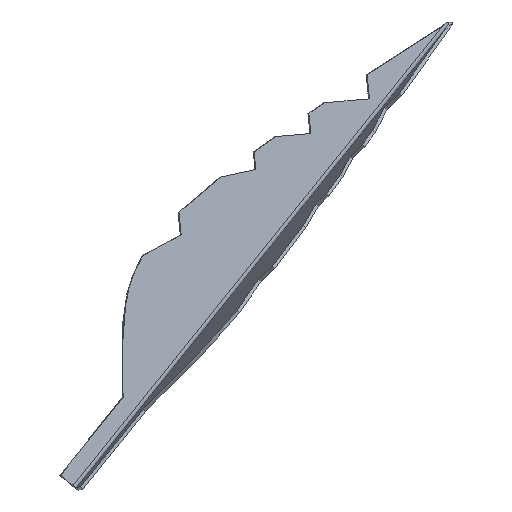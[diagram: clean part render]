
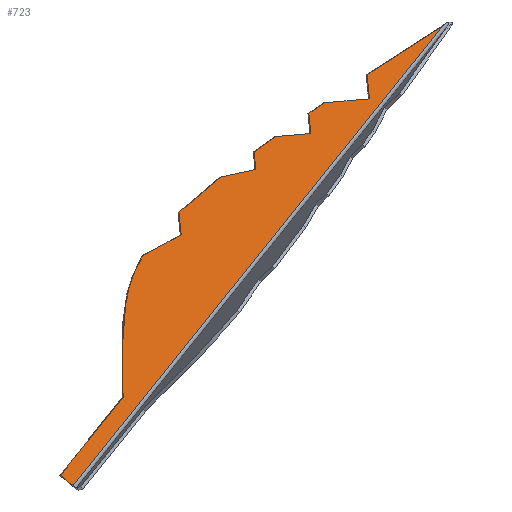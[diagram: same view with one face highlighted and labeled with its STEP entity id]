
A CAD part, isometric view. The second image highlights one B-rep face of the part: STEP entity #723.
In plain terms, the highlighted planar face has unit normal (-0.354, -0.707, 0.612).
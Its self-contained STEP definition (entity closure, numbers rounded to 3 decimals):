
#23=PLANE('',#777);
#54=(
BOUNDED_CURVE()
B_SPLINE_CURVE(5,(#1274,#1275,#1276,#1277,#1278,#1279),.UNSPECIFIED.,.F.,
 .F.)
B_SPLINE_CURVE_WITH_KNOTS((6,6),(-0.991,-0.916),
 .UNSPECIFIED.)
CURVE()
GEOMETRIC_REPRESENTATION_ITEM()
RATIONAL_B_SPLINE_CURVE((1.,1.,1.,1.,1.,1.))
REPRESENTATION_ITEM('')
);
#55=(
BOUNDED_CURVE()
B_SPLINE_CURVE(5,(#1285,#1286,#1287,#1288,#1289,#1290),.UNSPECIFIED.,.F.,
 .F.)
B_SPLINE_CURVE_WITH_KNOTS((6,6),(-0.867,-0.847),
 .UNSPECIFIED.)
CURVE()
GEOMETRIC_REPRESENTATION_ITEM()
RATIONAL_B_SPLINE_CURVE((1.,1.,1.,1.,1.,1.))
REPRESENTATION_ITEM('')
);
#56=(
BOUNDED_CURVE()
B_SPLINE_CURVE(5,(#1296,#1297,#1298,#1299,#1300,#1301),.UNSPECIFIED.,.F.,
 .F.)
B_SPLINE_CURVE_WITH_KNOTS((6,6),(-0.8,-0.766),
 .UNSPECIFIED.)
CURVE()
GEOMETRIC_REPRESENTATION_ITEM()
RATIONAL_B_SPLINE_CURVE((1.,1.,1.,1.,1.,1.))
REPRESENTATION_ITEM('')
);
#57=(
BOUNDED_CURVE()
B_SPLINE_CURVE(5,(#1307,#1308,#1309,#1310,#1311,#1312,#1313),
 .UNSPECIFIED.,.F.,.F.)
B_SPLINE_CURVE_WITH_KNOTS((6,1,6),(-0.703,-0.6,-0.599),
 .UNSPECIFIED.)
CURVE()
GEOMETRIC_REPRESENTATION_ITEM()
RATIONAL_B_SPLINE_CURVE((1.,1.,1.,1.,1.,1.,1.))
REPRESENTATION_ITEM('')
);
#58=(
BOUNDED_CURVE()
B_SPLINE_CURVE(5,(#1319,#1320,#1321,#1322,#1323,#1324,#1325,#1326),
 .UNSPECIFIED.,.F.,.F.)
B_SPLINE_CURVE_WITH_KNOTS((6,1,1,6),(-0.443,-0.4,-0.2,0.),
 .UNSPECIFIED.)
CURVE()
GEOMETRIC_REPRESENTATION_ITEM()
RATIONAL_B_SPLINE_CURVE((1.,1.,1.,1.,1.,1.,1.,1.))
REPRESENTATION_ITEM('')
);
#102=LINE('',#1267,#176);
#105=LINE('',#1272,#179);
#106=LINE('',#1281,#180);
#107=LINE('',#1283,#181);
#108=LINE('',#1292,#182);
#109=LINE('',#1294,#183);
#110=LINE('',#1303,#184);
#111=LINE('',#1305,#185);
#112=LINE('',#1315,#186);
#113=LINE('',#1317,#187);
#114=LINE('',#1327,#188);
#176=VECTOR('',#844,10.);
#179=VECTOR('',#849,10.);
#180=VECTOR('',#850,10.);
#181=VECTOR('',#851,10.);
#182=VECTOR('',#852,10.);
#183=VECTOR('',#853,10.);
#184=VECTOR('',#854,10.);
#185=VECTOR('',#855,10.);
#186=VECTOR('',#856,10.);
#187=VECTOR('',#857,10.);
#188=VECTOR('',#858,10.);
#234=FACE_OUTER_BOUND('',#274,.T.);
#274=EDGE_LOOP('',(#556,#557,#558,#559,#560,#561,#562,#563,#564,#565,#566,
#567,#568,#569,#570,#571));
#324=VERTEX_POINT('',#1097);
#333=VERTEX_POINT('',#1159);
#360=VERTEX_POINT('',#1266);
#362=VERTEX_POINT('',#1273);
#363=VERTEX_POINT('',#1280);
#364=VERTEX_POINT('',#1282);
#365=VERTEX_POINT('',#1284);
#366=VERTEX_POINT('',#1291);
#367=VERTEX_POINT('',#1293);
#368=VERTEX_POINT('',#1295);
#369=VERTEX_POINT('',#1302);
#370=VERTEX_POINT('',#1304);
#371=VERTEX_POINT('',#1306);
#372=VERTEX_POINT('',#1314);
#373=VERTEX_POINT('',#1316);
#374=VERTEX_POINT('',#1318);
#437=EDGE_CURVE('',#360,#333,#102,.T.);
#440=EDGE_CURVE('',#324,#333,#105,.T.);
#441=EDGE_CURVE('',#324,#362,#54,.T.);
#442=EDGE_CURVE('',#362,#363,#106,.T.);
#443=EDGE_CURVE('',#363,#364,#107,.T.);
#444=EDGE_CURVE('',#364,#365,#55,.T.);
#445=EDGE_CURVE('',#365,#366,#108,.T.);
#446=EDGE_CURVE('',#366,#367,#109,.T.);
#447=EDGE_CURVE('',#367,#368,#56,.T.);
#448=EDGE_CURVE('',#368,#369,#110,.T.);
#449=EDGE_CURVE('',#369,#370,#111,.T.);
#450=EDGE_CURVE('',#370,#371,#57,.T.);
#451=EDGE_CURVE('',#371,#372,#112,.T.);
#452=EDGE_CURVE('',#372,#373,#113,.T.);
#453=EDGE_CURVE('',#373,#374,#58,.T.);
#454=EDGE_CURVE('',#374,#360,#114,.T.);
#556=ORIENTED_EDGE('',*,*,#440,.F.);
#557=ORIENTED_EDGE('',*,*,#441,.T.);
#558=ORIENTED_EDGE('',*,*,#442,.T.);
#559=ORIENTED_EDGE('',*,*,#443,.T.);
#560=ORIENTED_EDGE('',*,*,#444,.T.);
#561=ORIENTED_EDGE('',*,*,#445,.T.);
#562=ORIENTED_EDGE('',*,*,#446,.T.);
#563=ORIENTED_EDGE('',*,*,#447,.T.);
#564=ORIENTED_EDGE('',*,*,#448,.T.);
#565=ORIENTED_EDGE('',*,*,#449,.T.);
#566=ORIENTED_EDGE('',*,*,#450,.T.);
#567=ORIENTED_EDGE('',*,*,#451,.T.);
#568=ORIENTED_EDGE('',*,*,#452,.T.);
#569=ORIENTED_EDGE('',*,*,#453,.T.);
#570=ORIENTED_EDGE('',*,*,#454,.T.);
#571=ORIENTED_EDGE('',*,*,#437,.T.);
#723=ADVANCED_FACE('',(#234),#23,.T.);
#777=AXIS2_PLACEMENT_3D('',#1271,#847,#848);
#844=DIRECTION('',(0.354,-0.707,-0.612));
#847=DIRECTION('center_axis',(-0.354,-0.707,0.612));
#848=DIRECTION('ref_axis',(-0.354,0.707,0.612));
#849=DIRECTION('',(-0.866,0.,-0.5));
#850=DIRECTION('',(-0.362,-0.5,-0.787));
#851=DIRECTION('',(-0.862,0.5,0.079));
#852=DIRECTION('',(-0.362,-0.5,-0.787));
#853=DIRECTION('',(-0.862,0.5,0.079));
#854=DIRECTION('',(-0.362,-0.5,-0.787));
#855=DIRECTION('',(-0.9,0.435,-0.017));
#856=DIRECTION('',(-0.362,-0.5,-0.787));
#857=DIRECTION('',(-0.935,0.263,-0.236));
#858=DIRECTION('',(-0.866,0.,-0.5));
#1097=CARTESIAN_POINT('',(152.44,0.756,89.166));
#1159=CARTESIAN_POINT('',(-0.5,0.756,0.866));
#1266=CARTESIAN_POINT('',(-2.221,4.199,3.848));
#1267=CARTESIAN_POINT('',(-0.1,-0.044,0.173));
#1271=CARTESIAN_POINT('Origin',(72.947,9.746,53.652));
#1272=CARTESIAN_POINT('',(38.471,0.756,23.366));
#1273=CARTESIAN_POINT('',(126.954,6.731,81.351));
#1274=CARTESIAN_POINT('Ctrl Pts',(152.44,0.756,89.166));
#1275=CARTESIAN_POINT('Ctrl Pts',(146.9,2.078,87.494));
#1276=CARTESIAN_POINT('Ctrl Pts',(141.583,3.336,85.877));
#1277=CARTESIAN_POINT('Ctrl Pts',(136.489,4.531,84.315));
#1278=CARTESIAN_POINT('Ctrl Pts',(131.614,5.662,82.807));
#1279=CARTESIAN_POINT('Ctrl Pts',(126.954,6.731,81.351));
#1280=CARTESIAN_POINT('',(124.368,3.163,75.738));
#1281=CARTESIAN_POINT('',(129.492,10.234,86.862));
#1282=CARTESIAN_POINT('',(112.647,9.959,76.818));
#1283=CARTESIAN_POINT('',(124.368,3.163,75.738));
#1284=CARTESIAN_POINT('',(107.303,11.131,75.086));
#1285=CARTESIAN_POINT('Ctrl Pts',(112.647,9.959,76.818));
#1286=CARTESIAN_POINT('Ctrl Pts',(111.549,10.202,76.465));
#1287=CARTESIAN_POINT('Ctrl Pts',(110.466,10.441,76.115));
#1288=CARTESIAN_POINT('Ctrl Pts',(109.398,10.675,75.769));
#1289=CARTESIAN_POINT('Ctrl Pts',(108.343,10.905,75.426));
#1290=CARTESIAN_POINT('Ctrl Pts',(107.303,11.131,75.086));
#1291=CARTESIAN_POINT('',(105.154,8.167,70.423));
#1292=CARTESIAN_POINT('',(110.279,15.238,81.546));
#1293=CARTESIAN_POINT('',(95.853,13.56,71.28));
#1294=CARTESIAN_POINT('',(105.154,8.167,70.423));
#1295=CARTESIAN_POINT('',(88.584,15.023,68.772));
#1296=CARTESIAN_POINT('Ctrl Pts',(95.853,13.56,71.28));
#1297=CARTESIAN_POINT('Ctrl Pts',(94.327,13.874,70.762));
#1298=CARTESIAN_POINT('Ctrl Pts',(92.837,14.177,70.252));
#1299=CARTESIAN_POINT('Ctrl Pts',(91.384,14.47,69.751));
#1300=CARTESIAN_POINT('Ctrl Pts',(89.967,14.752,69.258));
#1301=CARTESIAN_POINT('Ctrl Pts',(88.584,15.023,68.772));
#1302=CARTESIAN_POINT('',(86.691,12.412,64.665));
#1303=CARTESIAN_POINT('',(91.816,19.483,75.788));
#1304=CARTESIAN_POINT('',(76.797,17.199,64.48));
#1305=CARTESIAN_POINT('',(86.691,12.412,64.665));
#1306=CARTESIAN_POINT('',(61.806,19.324,58.279));
#1307=CARTESIAN_POINT('Ctrl Pts',(76.797,17.199,64.48));
#1308=CARTESIAN_POINT('Ctrl Pts',(73.299,17.797,63.151));
#1309=CARTESIAN_POINT('Ctrl Pts',(70.056,18.308,61.868));
#1310=CARTESIAN_POINT('Ctrl Pts',(67.079,18.729,60.637));
#1311=CARTESIAN_POINT('Ctrl Pts',(64.345,19.066,59.447));
#1312=CARTESIAN_POINT('Ctrl Pts',(61.829,19.322,58.29));
#1313=CARTESIAN_POINT('Ctrl Pts',(61.806,19.324,58.279));
#1314=CARTESIAN_POINT('',(59.433,16.05,53.129));
#1315=CARTESIAN_POINT('',(64.557,23.121,64.252));
#1316=CARTESIAN_POINT('',(47.055,19.536,50.007));
#1317=CARTESIAN_POINT('',(59.433,16.05,53.129));
#1318=CARTESIAN_POINT('',(23.582,4.199,18.745));
#1319=CARTESIAN_POINT('Ctrl Pts',(47.055,19.536,50.007));
#1320=CARTESIAN_POINT('Ctrl Pts',(46.436,19.46,49.562));
#1321=CARTESIAN_POINT('Ctrl Pts',(43.02,18.964,47.018));
#1322=CARTESIAN_POINT('Ctrl Pts',(37.872,17.404,42.243));
#1323=CARTESIAN_POINT('Ctrl Pts',(33.866,14.726,36.838));
#1324=CARTESIAN_POINT('Ctrl Pts',(29.804,10.958,30.142));
#1325=CARTESIAN_POINT('Ctrl Pts',(25.725,6.609,22.766));
#1326=CARTESIAN_POINT('Ctrl Pts',(23.582,4.199,18.745));
#1327=CARTESIAN_POINT('',(-2.221,4.199,3.848));
